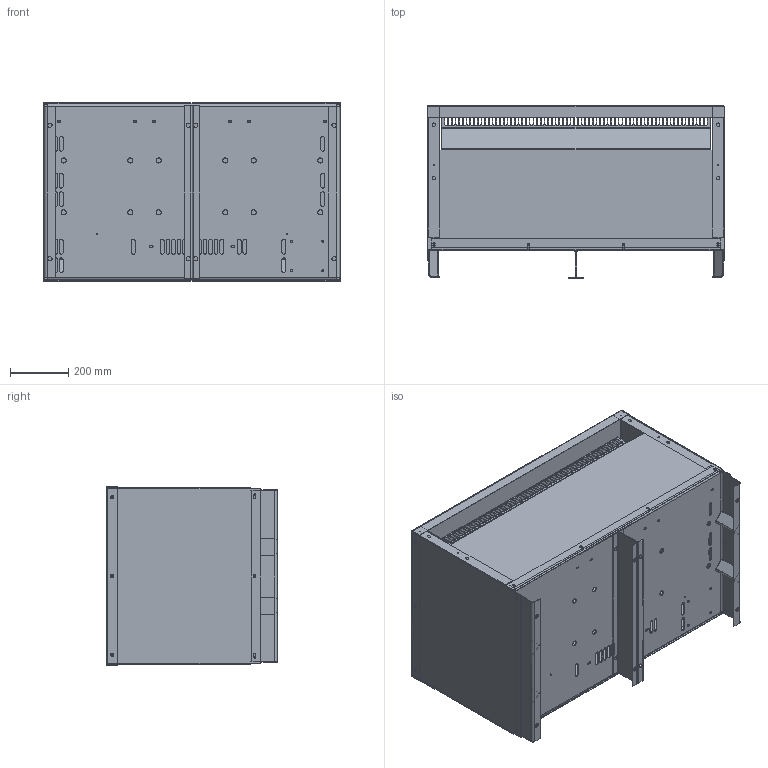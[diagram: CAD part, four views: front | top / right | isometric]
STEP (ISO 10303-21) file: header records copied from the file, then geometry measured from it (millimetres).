
FILE_DESCRIPTION (( 'STEP AP214' ), '1' );
FILE_NAME ('T169439.STEP', '2017-03-01T16:31:43', ( '' ), ( '' ), 'SwSTEP 2.0', 'SolidWorks 2017', '' );
FILE_SCHEMA (( 'AUTOMOTIVE_DESIGN' ));
Length unit declared in the file: inch
Products named in the file (10): C   -700027-02 Brace; C   -700027-02; D   -700025-04; D   -700025-04 Support; D   -700025-04 Center Brace; T169439; C   -700028-02; C   -700026-01
Assembly tree (16 placements, depth 3):
  T169439
    D   -700025-04
      D   -700025-04
      D   -700025-04 Center Brace  x2
      D   -700025-04 Support  x4
    C   -700027-02
      C   -700027-02
      C   -700027-02 Brace  x2
    C   -700026-01  x2
    C   -700028-02  x2
Bounding box: 1018.54 x 588.76 x 611.12 mm (x, y, z)
Volume: 6626882.3 mm3; surface area: 7006466.9 mm2
Topology: 14 solids, 14 shells, 1320 faces, 3660 edges, 2368 vertices
Faces by surface type: plane 696, cylinder 616, bspline 8
Entity records: 28095 total; most frequent: CARTESIAN_POINT 5157, DIRECTION 4755, ORIENTED_EDGE 4586, EDGE_CURVE 2293, AXIS2_PLACEMENT_3D 1640, VERTEX_POINT 1482, VECTOR 1475, LINE 1475
